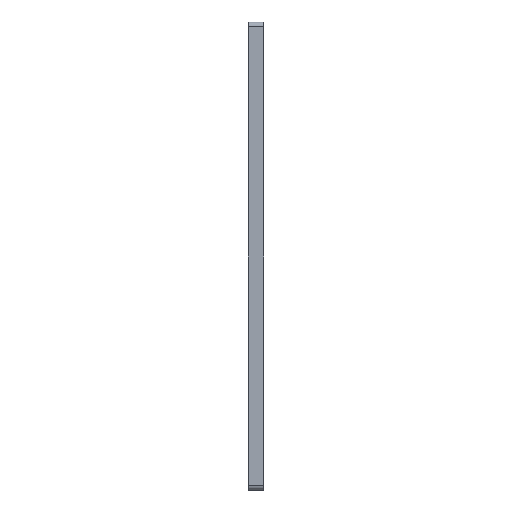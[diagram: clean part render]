
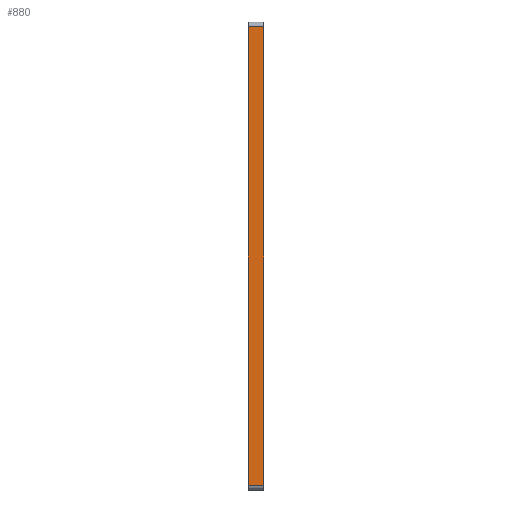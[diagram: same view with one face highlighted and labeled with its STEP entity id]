
A CAD part, left-side view. The second image highlights one B-rep face of the part: STEP entity #880.
In plain terms, the highlighted planar face has unit normal (-1, 0, 0).
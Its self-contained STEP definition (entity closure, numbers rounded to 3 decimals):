
#56 = ORIENTED_EDGE ( 'NONE', *, *, #142, .T. ) ;
#142 = EDGE_CURVE ( 'NONE', #950, #2827, #1759, .T. ) ;
#351 = ORIENTED_EDGE ( 'NONE', *, *, #2338, .T. ) ;
#380 = LINE ( 'NONE', #2229, #2476 ) ;
#408 = DIRECTION ( 'NONE',  ( -1., 0., 0. ) ) ;
#552 = EDGE_CURVE ( 'NONE', #1340, #2827, #1841, .T. ) ;
#676 = VECTOR ( 'NONE', #2680, 1000. ) ;
#756 = AXIS2_PLACEMENT_3D ( 'NONE', #2956, #408, #873 ) ;
#817 = VERTEX_POINT ( 'NONE', #2169 ) ;
#873 = DIRECTION ( 'NONE',  ( 0., 0., 1. ) ) ;
#880 = ADVANCED_FACE ( 'NONE', ( #2414 ), #2443, .T. ) ;
#935 = DIRECTION ( 'NONE',  ( 0., 0., -1. ) ) ;
#950 = VERTEX_POINT ( 'NONE', #3278 ) ;
#1033 = ORIENTED_EDGE ( 'NONE', *, *, #552, .F. ) ;
#1279 = DIRECTION ( 'NONE',  ( 0., 0., -1. ) ) ;
#1340 = VERTEX_POINT ( 'NONE', #1681 ) ;
#1681 = CARTESIAN_POINT ( 'NONE',  ( -48.5, 0., 45.5 ) ) ;
#1759 = LINE ( 'NONE', #2808, #2204 ) ;
#1841 = LINE ( 'NONE', #2058, #2775 ) ;
#1978 = EDGE_LOOP ( 'NONE', ( #1033, #351, #3251, #56 ) ) ;
#2058 = CARTESIAN_POINT ( 'NONE',  ( -48.5, 0., -248.5 ) ) ;
#2130 = CARTESIAN_POINT ( 'NONE',  ( -48.5, 0., -245.5 ) ) ;
#2169 = CARTESIAN_POINT ( 'NONE',  ( -48.5, 10., 45.5 ) ) ;
#2204 = VECTOR ( 'NONE', #3166, 1000. ) ;
#2229 = CARTESIAN_POINT ( 'NONE',  ( -48.5, 10., -248.5 ) ) ;
#2338 = EDGE_CURVE ( 'NONE', #1340, #817, #2400, .T. ) ;
#2400 = LINE ( 'NONE', #2446, #676 ) ;
#2414 = FACE_OUTER_BOUND ( 'NONE', #1978, .T. ) ;
#2443 = PLANE ( 'NONE',  #756 ) ;
#2446 = CARTESIAN_POINT ( 'NONE',  ( -48.5, 10., 45.5 ) ) ;
#2476 = VECTOR ( 'NONE', #935, 1000. ) ;
#2680 = DIRECTION ( 'NONE',  ( 0., 1., 0. ) ) ;
#2775 = VECTOR ( 'NONE', #1279, 1000. ) ;
#2808 = CARTESIAN_POINT ( 'NONE',  ( -48.5, 10., -245.5 ) ) ;
#2827 = VERTEX_POINT ( 'NONE', #2130 ) ;
#2956 = CARTESIAN_POINT ( 'NONE',  ( -48.5, 10., -248.5 ) ) ;
#3065 = EDGE_CURVE ( 'NONE', #817, #950, #380, .T. ) ;
#3166 = DIRECTION ( 'NONE',  ( 0., -1., 0. ) ) ;
#3251 = ORIENTED_EDGE ( 'NONE', *, *, #3065, .T. ) ;
#3278 = CARTESIAN_POINT ( 'NONE',  ( -48.5, 10., -245.5 ) ) ;
